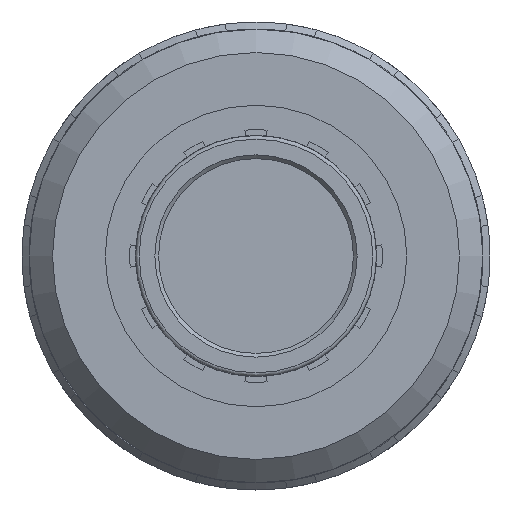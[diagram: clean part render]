
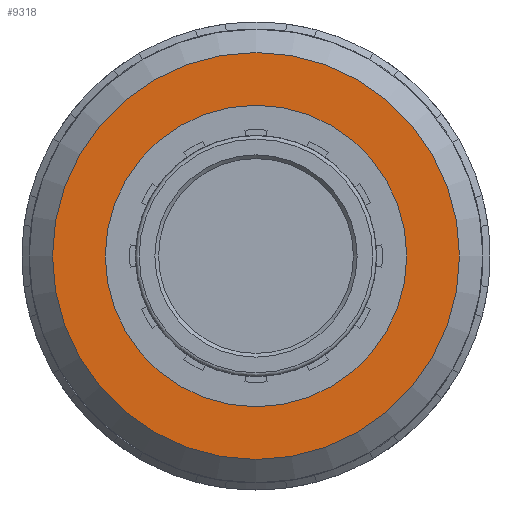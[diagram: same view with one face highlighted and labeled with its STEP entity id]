
A CAD part, front view. The second image highlights one B-rep face of the part: STEP entity #9318.
In plain terms, the highlighted planar face has unit normal (0, -1, 0).
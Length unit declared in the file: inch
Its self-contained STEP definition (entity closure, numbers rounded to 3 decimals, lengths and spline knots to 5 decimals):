
#9291=CARTESIAN_POINT('',(0.,-0.5815,-1.735));
#9292=DIRECTION('',(0.0,-1.0,0.0));
#9293=DIRECTION('',(-1.0,0.0,0.0));
#9294=AXIS2_PLACEMENT_3D('',#9291,#9292,#9293);
#9295=PLANE('',#9294);
#9296=CARTESIAN_POINT('',(1.735,-0.5815,0.0));
#9297=VERTEX_POINT('',#9296);
#9298=CARTESIAN_POINT('',(0.,-0.5815,0.));
#9299=DIRECTION('',(0.0,1.0,0.0));
#9300=DIRECTION('',(-1.0,0.0,0.0));
#9301=AXIS2_PLACEMENT_3D('',#9298,#9299,#9300);
#9302=CIRCLE('',#9301,1.735);
#9303=EDGE_CURVE('',#9297,#9297,#9302,.T.);
#9304=ORIENTED_EDGE('',*,*,#9303,.F.);
#9305=EDGE_LOOP('',(#9304));
#9306=FACE_OUTER_BOUND('',#9305,.T.);
#9307=CARTESIAN_POINT('',(1.285,-0.5815,0.0));
#9308=VERTEX_POINT('',#9307);
#9309=CARTESIAN_POINT('',(0.,-0.5815,0.));
#9310=DIRECTION('',(0.0,1.0,0.0));
#9311=DIRECTION('',(-1.0,0.0,0.0));
#9312=AXIS2_PLACEMENT_3D('',#9309,#9310,#9311);
#9313=CIRCLE('',#9312,1.285);
#9314=EDGE_CURVE('',#9308,#9308,#9313,.T.);
#9315=ORIENTED_EDGE('',*,*,#9314,.T.);
#9316=EDGE_LOOP('',(#9315));
#9317=FACE_BOUND('',#9316,.T.);
#9318=ADVANCED_FACE('',(#9306,#9317),#9295,.T.);
